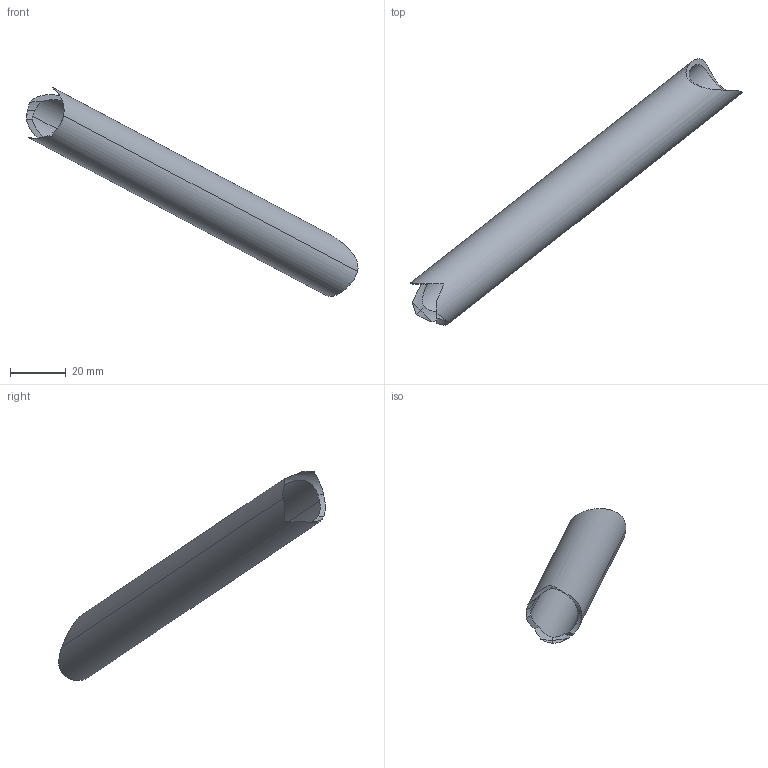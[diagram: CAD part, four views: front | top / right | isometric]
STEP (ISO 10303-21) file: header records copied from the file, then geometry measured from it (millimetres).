
FILE_DESCRIPTION(('CATIA V5 STEP Exchange'),'2;1');
FILE_NAME('78.stp','2021-12-07T14:13:06+00:00',('none'),('none'),'CATIA Version 5 Release 19 SP 2 (IN-10)','CATIA V5 STEP AP203','none');
FILE_SCHEMA(('CONFIG_CONTROL_DESIGN'));
Length unit declared in the file: millimetre
Products named in the file (1): Symmetry of Shape_225
Bounding box: 119.52 x 95.92 x 75.31 mm (x, y, z)
Volume: 12139.9 mm3; surface area: 16525.9 mm2
Topology: 1 solids, 1 shells, 18 faces, 53 edges, 35 vertices
Faces by surface type: cylinder 14, plane 4
Entity records: 819 total; most frequent: CARTESIAN_POINT 403, ORIENTED_EDGE 106, EDGE_CURVE 53, B_SPLINE_CURVE_WITH_KNOTS 38, VERTEX_POINT 35, DIRECTION 33, ADVANCED_FACE 18, EDGE_LOOP 18
